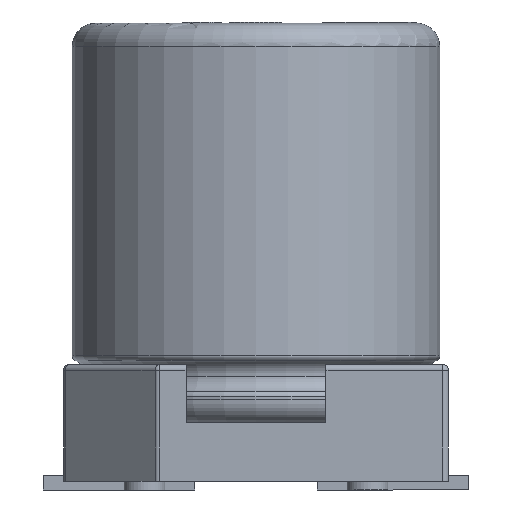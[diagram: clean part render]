
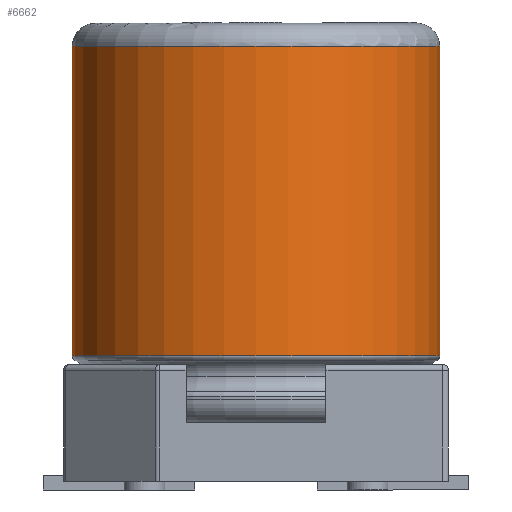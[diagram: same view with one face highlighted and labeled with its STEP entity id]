
A CAD part, left-side view. The second image highlights one B-rep face of the part: STEP entity #6662.
In plain terms, the highlighted cylindrical face has radius 3.15 mm (diameter 6.3 mm), a partial arc.
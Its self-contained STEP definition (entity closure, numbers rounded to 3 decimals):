
#330 = CARTESIAN_POINT ( 'NONE',  ( 0., 0., 7.454 ) ) ;
#594 = CARTESIAN_POINT ( 'NONE',  ( 0., -3.15, 7.454 ) ) ;
#792 = ORIENTED_EDGE ( 'NONE', *, *, #5455, .F. ) ;
#1107 = FACE_OUTER_BOUND ( 'NONE', #5270, .T. ) ;
#1379 = CARTESIAN_POINT ( 'NONE',  ( 0., 0., -18.963 ) ) ;
#1497 = ORIENTED_EDGE ( 'NONE', *, *, #4818, .T. ) ;
#1603 = CARTESIAN_POINT ( 'NONE',  ( 0., 3.15, -18.963 ) ) ;
#2204 = EDGE_CURVE ( 'NONE', #5779, #3207, #3743, .T. ) ;
#2269 = CYLINDRICAL_SURFACE ( 'NONE', #2297, 3.15 ) ;
#2297 = AXIS2_PLACEMENT_3D ( 'NONE', #1379, #6994, #5870 ) ;
#2594 = DIRECTION ( 'NONE',  ( 0., 0., -1. ) ) ;
#2672 = CARTESIAN_POINT ( 'NONE',  ( 0., 0., 2.155 ) ) ;
#2950 = CARTESIAN_POINT ( 'NONE',  ( 0., -3.15, 2.155 ) ) ;
#3070 = ORIENTED_EDGE ( 'NONE', *, *, #2204, .T. ) ;
#3186 = CIRCLE ( 'NONE', #3770, 3.15 ) ;
#3207 = VERTEX_POINT ( 'NONE', #5915 ) ;
#3559 = AXIS2_PLACEMENT_3D ( 'NONE', #330, #4260, #5894 ) ;
#3743 = LINE ( 'NONE', #1603, #5958 ) ;
#3770 = AXIS2_PLACEMENT_3D ( 'NONE', #2672, #2594, #6511 ) ;
#3996 = EDGE_CURVE ( 'NONE', #4615, #3207, #3186, .T. ) ;
#4077 = LINE ( 'NONE', #6870, #6126 ) ;
#4260 = DIRECTION ( 'NONE',  ( 0., 0., -1. ) ) ;
#4615 = VERTEX_POINT ( 'NONE', #2950 ) ;
#4742 = DIRECTION ( 'NONE',  ( 0., 0., -1. ) ) ;
#4818 = EDGE_CURVE ( 'NONE', #6438, #5779, #6838, .T. ) ;
#5147 = ORIENTED_EDGE ( 'NONE', *, *, #3996, .F. ) ;
#5270 = EDGE_LOOP ( 'NONE', ( #792, #1497, #3070, #5147 ) ) ;
#5455 = EDGE_CURVE ( 'NONE', #6438, #4615, #4077, .T. ) ;
#5779 = VERTEX_POINT ( 'NONE', #6241 ) ;
#5870 = DIRECTION ( 'NONE',  ( 0., 1., 0. ) ) ;
#5894 = DIRECTION ( 'NONE',  ( 0., 1., 0. ) ) ;
#5915 = CARTESIAN_POINT ( 'NONE',  ( 0., 3.15, 2.155 ) ) ;
#5958 = VECTOR ( 'NONE', #7200, 1000. ) ;
#6126 = VECTOR ( 'NONE', #4742, 1000. ) ;
#6241 = CARTESIAN_POINT ( 'NONE',  ( 0., 3.15, 7.454 ) ) ;
#6438 = VERTEX_POINT ( 'NONE', #594 ) ;
#6511 = DIRECTION ( 'NONE',  ( 0., 1., 0. ) ) ;
#6662 = ADVANCED_FACE ( 'NONE', ( #1107 ), #2269, .T. ) ;
#6838 = CIRCLE ( 'NONE', #3559, 3.15 ) ;
#6870 = CARTESIAN_POINT ( 'NONE',  ( 0., -3.15, -18.963 ) ) ;
#6994 = DIRECTION ( 'NONE',  ( 0., 0., -1. ) ) ;
#7200 = DIRECTION ( 'NONE',  ( 0., 0., -1. ) ) ;
